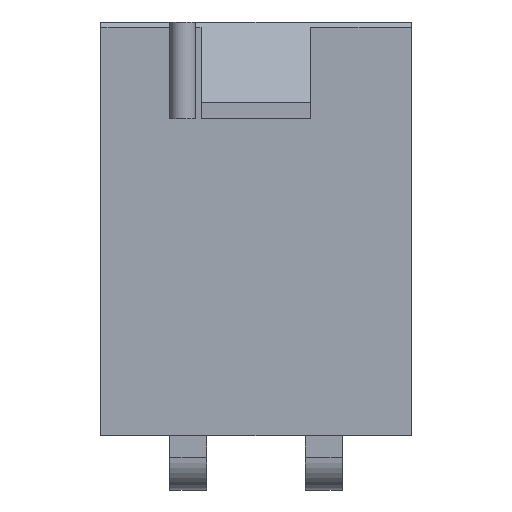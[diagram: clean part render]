
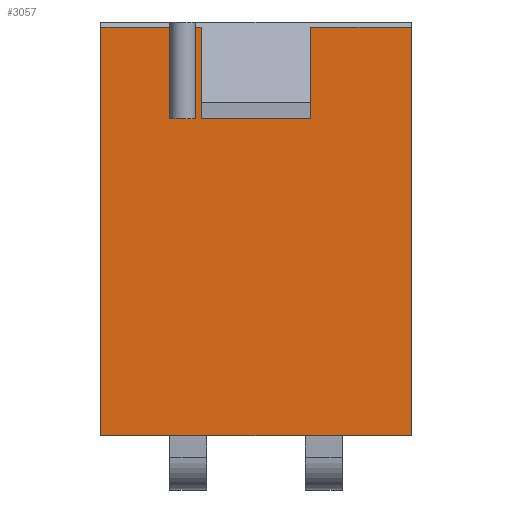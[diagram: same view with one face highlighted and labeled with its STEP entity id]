
A CAD part, top view. The second image highlights one B-rep face of the part: STEP entity #3057.
In plain terms, the highlighted face is planar.
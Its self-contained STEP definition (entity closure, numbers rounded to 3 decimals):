
#483=ORIENTED_EDGE('',*,*,#836,.F.);
#484=ORIENTED_EDGE('',*,*,#689,.F.);
#485=ORIENTED_EDGE('',*,*,#685,.F.);
#486=ORIENTED_EDGE('',*,*,#688,.T.);
#487=ORIENTED_EDGE('',*,*,#835,.F.);
#488=ORIENTED_EDGE('',*,*,#883,.T.);
#489=ORIENTED_EDGE('',*,*,#893,.T.);
#490=ORIENTED_EDGE('',*,*,#880,.F.);
#491=ORIENTED_EDGE('',*,*,#840,.F.);
#492=ORIENTED_EDGE('',*,*,#844,.F.);
#493=ORIENTED_EDGE('',*,*,#846,.F.);
#494=ORIENTED_EDGE('',*,*,#848,.F.);
#685=EDGE_CURVE('',#994,#995,#1193,.T.);
#688=EDGE_CURVE('',#994,#996,#1195,.T.);
#689=EDGE_CURVE('',#995,#997,#1196,.T.);
#835=EDGE_CURVE('',#1097,#996,#1326,.T.);
#836=EDGE_CURVE('',#997,#1098,#1327,.T.);
#840=EDGE_CURVE('',#1101,#1094,#1331,.T.);
#844=EDGE_CURVE('',#1104,#1101,#1335,.T.);
#846=EDGE_CURVE('',#1105,#1104,#1337,.T.);
#848=EDGE_CURVE('',#1098,#1105,#1339,.T.);
#880=EDGE_CURVE('',#1094,#1127,#1371,.T.);
#883=EDGE_CURVE('',#1097,#1129,#1374,.T.);
#893=EDGE_CURVE('',#1129,#1127,#1384,.T.);
#994=VERTEX_POINT('',#3854);
#995=VERTEX_POINT('',#3855);
#996=VERTEX_POINT('',#3859);
#997=VERTEX_POINT('',#3862);
#1094=VERTEX_POINT('',#4154);
#1097=VERTEX_POINT('',#4159);
#1098=VERTEX_POINT('',#4162);
#1101=VERTEX_POINT('',#4168);
#1104=VERTEX_POINT('',#4178);
#1105=VERTEX_POINT('',#4182);
#1127=VERTEX_POINT('',#4250);
#1129=VERTEX_POINT('',#4256);
#1193=LINE('',#3853,#1480);
#1195=LINE('',#3860,#1482);
#1196=LINE('',#3861,#1483);
#1326=LINE('',#4160,#1613);
#1327=LINE('',#4161,#1614);
#1331=LINE('',#4169,#1618);
#1335=LINE('',#4177,#1622);
#1337=LINE('',#4181,#1624);
#1339=LINE('',#4185,#1626);
#1371=LINE('',#4249,#1658);
#1374=LINE('',#4255,#1661);
#1384=LINE('',#4273,#1671);
#1480=VECTOR('',#3272,1000.);
#1482=VECTOR('',#3278,1000.);
#1483=VECTOR('',#3279,1000.);
#1613=VECTOR('',#3545,1000.);
#1614=VECTOR('',#3546,1000.);
#1618=VECTOR('',#3550,1000.);
#1622=VECTOR('',#3558,1000.);
#1624=VECTOR('',#3562,1000.);
#1626=VECTOR('',#3566,1000.);
#1658=VECTOR('',#3620,1000.);
#1661=VECTOR('',#3625,1000.);
#1671=VECTOR('',#3645,1000.);
#1846=EDGE_LOOP('',(#483,#484,#485,#486,#487,#488,#489,#490,#491,#492,#493,
#494));
#1977=FACE_BOUND('',#1846,.T.);
#2089=PLANE('',#3203);
#3057=ADVANCED_FACE('',(#1977),#2089,.T.);
#3203=AXIS2_PLACEMENT_3D('',#4290,#3654,#3655);
#3272=DIRECTION('',(-1.,0.,0.));
#3278=DIRECTION('',(0.,0.,1.));
#3279=DIRECTION('',(0.,0.,1.));
#3545=DIRECTION('',(-1.,0.,0.));
#3546=DIRECTION('',(-1.,0.,0.));
#3550=DIRECTION('',(-1.,0.,0.));
#3558=DIRECTION('',(0.,0.,1.));
#3562=DIRECTION('',(-1.,0.,0.));
#3566=DIRECTION('',(0.,0.,-1.));
#3620=DIRECTION('',(0.,0.,-1.));
#3625=DIRECTION('',(0.,0.,-1.));
#3645=DIRECTION('',(-1.,0.,0.));
#3654=DIRECTION('',(0.,1.,0.));
#3655=DIRECTION('',(0.,0.,1.));
#3853=CARTESIAN_POINT('',(1.87,2.7,3.4));
#3854=CARTESIAN_POINT('',(2.67,2.7,3.4));
#3855=CARTESIAN_POINT('',(1.87,2.7,3.4));
#3859=CARTESIAN_POINT('',(2.67,2.7,6.233));
#3860=CARTESIAN_POINT('',(2.67,2.7,3.4));
#3861=CARTESIAN_POINT('',(1.87,2.7,3.4));
#3862=CARTESIAN_POINT('',(1.87,2.7,6.233));
#4154=CARTESIAN_POINT('',(-4.8,2.7,6.233));
#4159=CARTESIAN_POINT('',(4.8,2.7,6.233));
#4160=CARTESIAN_POINT('',(4.8,2.7,6.233));
#4161=CARTESIAN_POINT('',(4.8,2.7,6.233));
#4162=CARTESIAN_POINT('',(1.7,2.7,6.233));
#4168=CARTESIAN_POINT('',(-1.7,2.7,6.233));
#4169=CARTESIAN_POINT('',(4.8,2.7,6.233));
#4177=CARTESIAN_POINT('',(-1.7,2.7,3.4));
#4178=CARTESIAN_POINT('',(-1.7,2.7,3.4));
#4181=CARTESIAN_POINT('',(1.7,2.7,3.4));
#4182=CARTESIAN_POINT('',(1.7,2.7,3.4));
#4185=CARTESIAN_POINT('',(1.7,2.7,6.4));
#4249=CARTESIAN_POINT('',(-4.8,2.7,6.4));
#4250=CARTESIAN_POINT('',(-4.8,2.7,-6.4));
#4255=CARTESIAN_POINT('',(4.8,2.7,6.4));
#4256=CARTESIAN_POINT('',(4.8,2.7,-6.4));
#4273=CARTESIAN_POINT('',(4.8,2.7,-6.4));
#4290=CARTESIAN_POINT('',(4.8,2.7,6.4));
